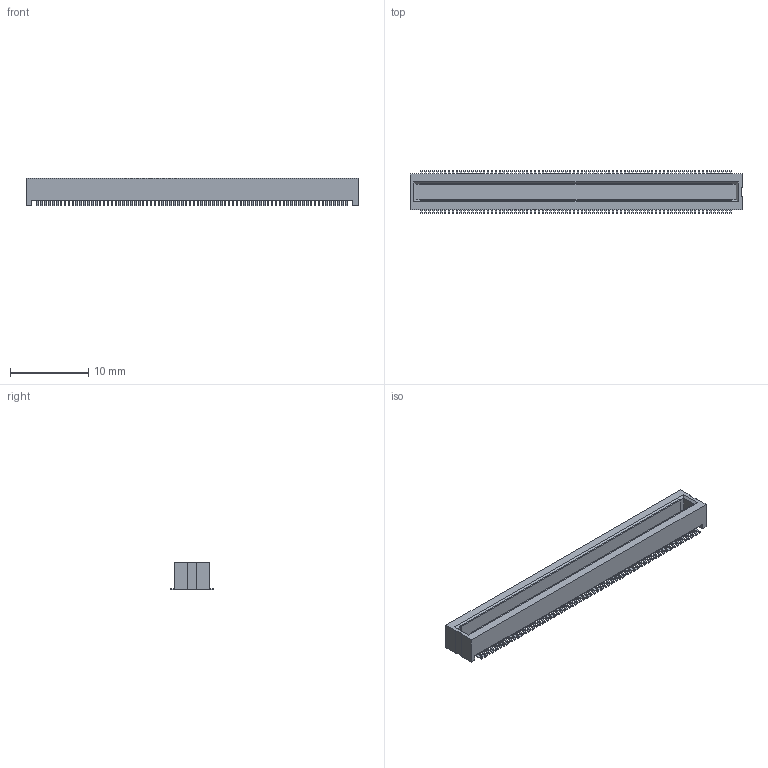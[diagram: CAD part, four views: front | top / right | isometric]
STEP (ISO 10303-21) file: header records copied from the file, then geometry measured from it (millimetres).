
FILE_DESCRIPTION (( 'STEP AP214' ), '1' );
FILE_NAME ('axk5sa6287y.stp', '2007-10-17T04:01:55', ( '' ), ( 'PanasonicCorporation' ), '', '', '' );
FILE_SCHEMA (( 'AUTOMOTIVE_DESIGN' ));
Length unit declared in the file: millimetre
Products named in the file (1): axk5sa6287y
Bounding box: 42.5 x 5.4 x 3.55 mm (x, y, z)
Volume: 383 mm3; surface area: 1042.5 mm2
Topology: 1 solids, 1 shells, 1492 faces, 3979 edges, 2650 vertices
Faces by surface type: plane 1172, cylinder 320
Entity records: 46082 total; most frequent: CARTESIAN_POINT 8122, ORIENTED_EDGE 7958, DIRECTION 7605, EDGE_CURVE 3979, VECTOR 3339, LINE 3339, VERTEX_POINT 2650, AXIS2_PLACEMENT_3D 2133
